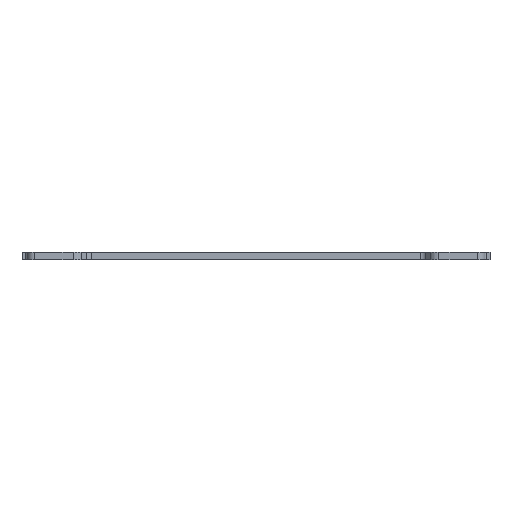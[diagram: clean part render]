
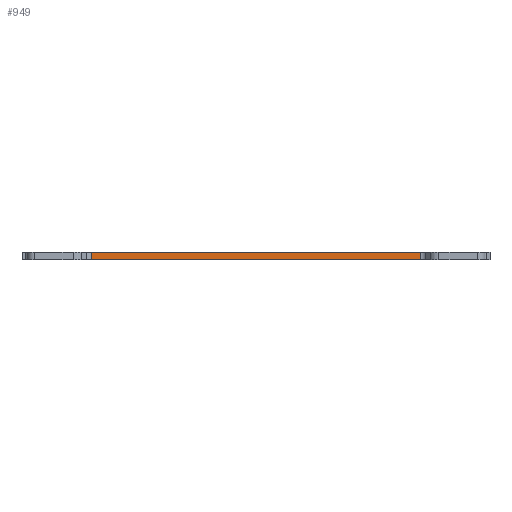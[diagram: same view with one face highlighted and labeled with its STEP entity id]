
A CAD part, front view. The second image highlights one B-rep face of the part: STEP entity #949.
In plain terms, the highlighted planar face has unit normal (0, -1, 0).
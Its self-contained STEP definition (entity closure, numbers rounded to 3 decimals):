
#33=CARTESIAN_POINT('',(0.0,0.0,0.0));
#34=DIRECTION('',(0.0,0.0,1.0));
#35=DIRECTION('',(1.0,0.0,0.0));
#36=AXIS2_PLACEMENT_3D('',#33,#34,#35);
#37=PLANE('',#36);
#41=(GEOMETRIC_REPRESENTATION_CONTEXT(2)PARAMETRIC_REPRESENTATION_CONTEXT()REPRESENTATION_CONTEXT('',''));
#82=CARTESIAN_POINT('',(0.0,0.0,6.0));
#83=DIRECTION('',(0.0,0.0,1.0));
#84=DIRECTION('',(1.0,0.0,-0.0));
#85=AXIS2_PLACEMENT_3D('',#82,#83,#84);
#86=PLANE('',#85);
#788=CARTESIAN_POINT('',(-170.031,-176.498,6.0));
#789=DIRECTION('',(0.0,0.0,-1.0));
#790=DIRECTION('',(-1.0,0.0,0.0));
#791=AXIS2_PLACEMENT_3D('',#788,#789,#790);
#792=CYLINDRICAL_SURFACE('',#791,5.508);
#793=CARTESIAN_POINT('',(-170.031,-170.99,0.0));
#794=VERTEX_POINT('',#793);
#816=CARTESIAN_POINT('',(-170.031,-170.99,6.0));
#817=VERTEX_POINT('',#816);
#818=CARTESIAN_POINT('',(0.,-170.99,6.0));
#819=DIRECTION('',(0.,-1.0,0.0));
#820=DIRECTION('',(1.0,0.,0.0));
#821=AXIS2_PLACEMENT_3D('',#818,#819,#820);
#822=PLANE('',#821);
#823=CARTESIAN_POINT('',(90.0,0.0));
#824=CARTESIAN_POINT('',(90.0,6.0));
#825=B_SPLINE_CURVE_WITH_KNOTS('',1,(#823,#824),.UNSPECIFIED.,.F.,.F.,(2,2),(0.0,0.006),.UNSPECIFIED.);
#826=DEFINITIONAL_REPRESENTATION('',(#825),#41);
#827=PCURVE('',#792,#826);
#828=CARTESIAN_POINT('',(-170.031,0.0));
#829=CARTESIAN_POINT('',(-170.031,-6.0));
#830=B_SPLINE_CURVE_WITH_KNOTS('',1,(#828,#829),.UNSPECIFIED.,.F.,.F.,(2,2),(0.0,0.006),.UNSPECIFIED.);
#831=DEFINITIONAL_REPRESENTATION('',(#830),#41);
#832=PCURVE('',#822,#831);
#833=CARTESIAN_POINT('',(-170.031,-170.99,6.0));
#834=DIRECTION('',(0.0,0.0,-1.0));
#835=VECTOR('',#834,6.0);
#836=LINE('',#833,#835);
#837=INTERSECTION_CURVE('',#836,(#827,#832),.PCURVE_S1.);
#838=EDGE_CURVE('',#817,#794,#837,.T.);
#886=CARTESIAN_POINT('',(100.822,-170.99,0.0));
#887=VERTEX_POINT('',#886);
#888=CARTESIAN_POINT('',(100.822,-6.0));
#889=CARTESIAN_POINT('',(-170.031,-6.0));
#890=B_SPLINE_CURVE_WITH_KNOTS('',1,(#888,#889),.UNSPECIFIED.,.F.,.F.,(2,2),(-0.101,0.17),.UNSPECIFIED.);
#891=DEFINITIONAL_REPRESENTATION('',(#890),#41);
#892=PCURVE('',#822,#891);
#893=CARTESIAN_POINT('',(100.822,-170.99));
#894=CARTESIAN_POINT('',(-170.031,-170.99));
#895=B_SPLINE_CURVE_WITH_KNOTS('',1,(#893,#894),.UNSPECIFIED.,.F.,.F.,(2,2),(-0.101,0.17),.UNSPECIFIED.);
#896=DEFINITIONAL_REPRESENTATION('',(#895),#41);
#897=PCURVE('',#37,#896);
#898=CARTESIAN_POINT('',(100.822,-170.99,0.0));
#899=DIRECTION('',(-1.0,0.,0.0));
#900=VECTOR('',#899,270.854);
#901=LINE('',#898,#900);
#902=INTERSECTION_CURVE('',#901,(#892,#897),.PCURVE_S1.);
#903=EDGE_CURVE('',#887,#794,#902,.T.);
#904=ORIENTED_EDGE('',*,*,#903,.F.);
#905=CARTESIAN_POINT('',(100.822,-170.99,6.0));
#906=VERTEX_POINT('',#905);
#907=CARTESIAN_POINT('',(100.822,-176.498,6.0));
#908=DIRECTION('',(0.0,0.0,-1.0));
#909=DIRECTION('',(-1.0,0.0,0.0));
#910=AXIS2_PLACEMENT_3D('',#907,#908,#909);
#911=CYLINDRICAL_SURFACE('',#910,5.508);
#912=CARTESIAN_POINT('',(100.822,0.0));
#913=CARTESIAN_POINT('',(100.822,-6.0));
#914=B_SPLINE_CURVE_WITH_KNOTS('',1,(#912,#913),.UNSPECIFIED.,.F.,.F.,(2,2),(0.0,0.006),.UNSPECIFIED.);
#915=DEFINITIONAL_REPRESENTATION('',(#914),#41);
#916=PCURVE('',#822,#915);
#917=CARTESIAN_POINT('',(90.0,0.0));
#918=CARTESIAN_POINT('',(90.0,6.0));
#919=B_SPLINE_CURVE_WITH_KNOTS('',1,(#917,#918),.UNSPECIFIED.,.F.,.F.,(2,2),(0.0,0.006),.UNSPECIFIED.);
#920=DEFINITIONAL_REPRESENTATION('',(#919),#41);
#921=PCURVE('',#911,#920);
#922=CARTESIAN_POINT('',(100.822,-170.99,6.0));
#923=DIRECTION('',(0.0,0.0,-1.0));
#924=VECTOR('',#923,6.0);
#925=LINE('',#922,#924);
#926=INTERSECTION_CURVE('',#925,(#916,#921),.PCURVE_S1.);
#927=EDGE_CURVE('',#906,#887,#926,.T.);
#928=ORIENTED_EDGE('',*,*,#927,.F.);
#929=CARTESIAN_POINT('',(100.822,0.0));
#930=CARTESIAN_POINT('',(-170.031,0.0));
#931=B_SPLINE_CURVE_WITH_KNOTS('',1,(#929,#930),.UNSPECIFIED.,.F.,.F.,(2,2),(-0.101,0.17),.UNSPECIFIED.);
#932=DEFINITIONAL_REPRESENTATION('',(#931),#41);
#933=PCURVE('',#822,#932);
#934=CARTESIAN_POINT('',(100.822,-170.99));
#935=CARTESIAN_POINT('',(-170.031,-170.99));
#936=B_SPLINE_CURVE_WITH_KNOTS('',1,(#934,#935),.UNSPECIFIED.,.F.,.F.,(2,2),(-0.101,0.17),.UNSPECIFIED.);
#937=DEFINITIONAL_REPRESENTATION('',(#936),#41);
#938=PCURVE('',#86,#937);
#939=CARTESIAN_POINT('',(100.822,-170.99,6.0));
#940=DIRECTION('',(-1.0,0.,0.0));
#941=VECTOR('',#940,270.854);
#942=LINE('',#939,#941);
#943=INTERSECTION_CURVE('',#942,(#933,#938),.PCURVE_S1.);
#944=EDGE_CURVE('',#906,#817,#943,.T.);
#945=ORIENTED_EDGE('',*,*,#944,.T.);
#946=ORIENTED_EDGE('',*,*,#838,.T.);
#947=EDGE_LOOP('',(#904,#928,#945,#946));
#948=FACE_BOUND('',#947,.T.);
#949=ADVANCED_FACE('',(#948),#822,.T.);
